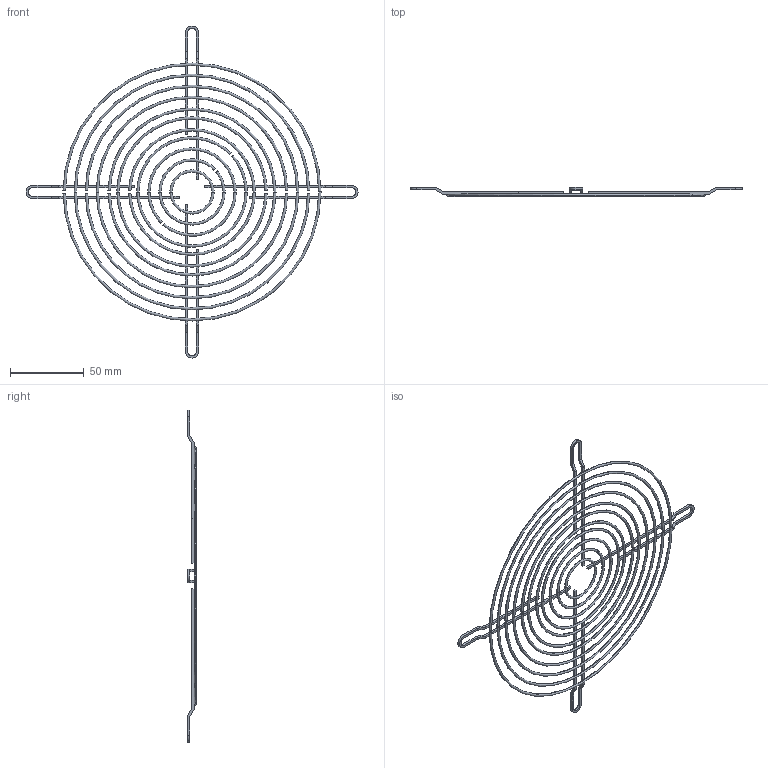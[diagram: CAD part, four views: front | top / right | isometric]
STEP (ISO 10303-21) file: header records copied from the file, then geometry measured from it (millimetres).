
FILE_DESCRIPTION(('starvars output'),'2;1');
FILE_NAME('f180ul.stp','15:59:32 2014/09/16',( 'Thomas Industrial Network Germany GmbH'),( 'Thomas Industrial Network Germany GmbH'),'unknown preprocess','ACIS' ,'unknown authorization');
FILE_SCHEMA(('AUTOMOTIVE_DESIGN_CC2 {UNKNOWN IMPLEMENTATION LEVEL}'));
Length unit declared in the file: millimetre
Products named in the file (1): PRODUCT_ID_21
Bounding box: 225.15 x 6 x 225.15 mm (x, y, z)
Volume: 8798.5 mm3; surface area: 22057 mm2
Topology: 15 solids, 15 shells, 214 faces, 548 edges, 362 vertices
Faces by surface type: plane 140, torus 50, cone 16, cylinder 8
Entity records: 8951 total; most frequent: CARTESIAN_POINT 2217, ORIENTED_EDGE 1240, DIRECTION 738, EDGE_CURVE 620, VERTEX_POINT 506, AXIS2_PLACEMENT_3D 313, EDGE_LOOP 286, FACE_BOUND 286
